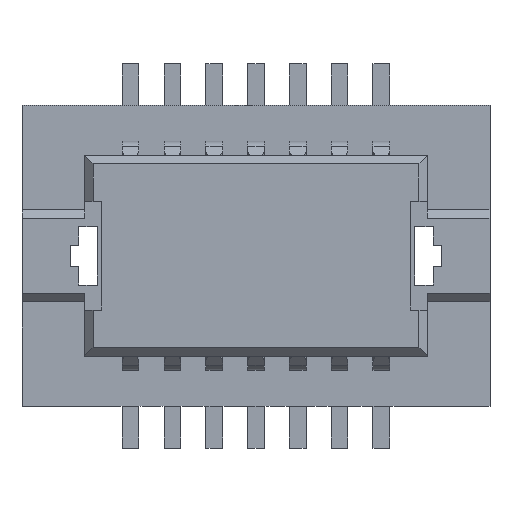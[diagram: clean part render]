
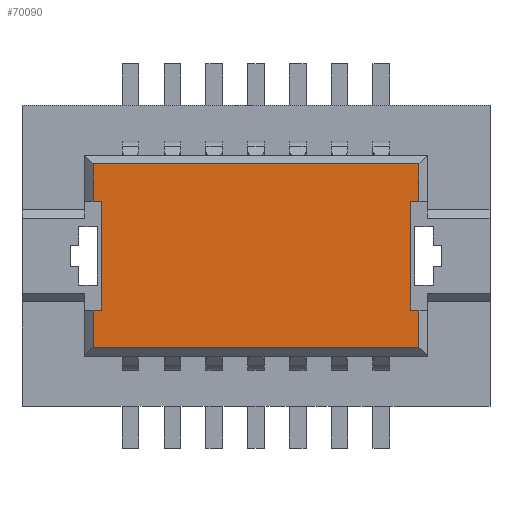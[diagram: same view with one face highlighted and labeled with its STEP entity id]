
A CAD part, top view. The second image highlights one B-rep face of the part: STEP entity #70090.
In plain terms, the highlighted planar face has unit normal (0, 0, 1).
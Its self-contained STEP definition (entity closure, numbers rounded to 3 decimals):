
#54080=CARTESIAN_POINT('',(-3.75,0.85,2.2));
#54090=DIRECTION('',(-1.,0.,0.));
#54100=VECTOR('',#54090,1.);
#54110=LINE('',#54080,#54100);
#54120=CARTESIAN_POINT('',(-3.75,0.85,2.2));
#54130=VERTEX_POINT('',#54120);
#54140=CARTESIAN_POINT('',(-3.85,0.85,2.2));
#54150=VERTEX_POINT('',#54140);
#54160=EDGE_CURVE('',#54130,#54150,#54110,.T.);
#54400=CARTESIAN_POINT('',(-3.75,2.15,2.2));
#54410=DIRECTION('',(0.,-1.,0.));
#54420=VECTOR('',#54410,1.);
#54430=LINE('',#54400,#54420);
#54440=CARTESIAN_POINT('',(-3.75,2.15,2.2));
#54450=VERTEX_POINT('',#54440);
#54460=EDGE_CURVE('',#54450,#54130,#54430,.T.);
#54680=CARTESIAN_POINT('',(-3.85,2.15,2.2));
#54690=VERTEX_POINT('',#54680);
#54740=CARTESIAN_POINT('',(-3.85,2.15,2.2));
#54750=DIRECTION('',(1.,0.,0.));
#54760=VECTOR('',#54750,1.);
#54770=LINE('',#54740,#54760);
#54780=EDGE_CURVE('',#54690,#54450,#54770,.T.);
#63720=CARTESIAN_POINT('',(-0.05,2.15,2.2));
#63730=DIRECTION('',(1.,0.,0.));
#63740=VECTOR('',#63730,1.);
#63750=LINE('',#63720,#63740);
#63760=CARTESIAN_POINT('',(-0.05,2.15,2.2));
#63770=VERTEX_POINT('',#63760);
#63780=CARTESIAN_POINT('',(0.05,2.15,2.2));
#63790=VERTEX_POINT('',#63780);
#63800=EDGE_CURVE('',#63770,#63790,#63750,.T.);
#64040=CARTESIAN_POINT('',(-0.05,0.85,2.2));
#64050=DIRECTION('',(0.,1.,0.));
#64060=VECTOR('',#64050,1.);
#64070=LINE('',#64040,#64060);
#64080=CARTESIAN_POINT('',(-0.05,0.85,2.2));
#64090=VERTEX_POINT('',#64080);
#64100=EDGE_CURVE('',#64090,#63770,#64070,.T.);
#64320=CARTESIAN_POINT('',(0.05,0.85,2.2));
#64330=VERTEX_POINT('',#64320);
#64380=CARTESIAN_POINT('',(0.05,0.85,2.2));
#64390=DIRECTION('',(-1.,0.,0.));
#64400=VECTOR('',#64390,1.);
#64410=LINE('',#64380,#64400);
#64420=EDGE_CURVE('',#64330,#64090,#64410,.T.);
#69390=CARTESIAN_POINT('',(0.05,0.4,2.2));
#69400=VERTEX_POINT('',#69390);
#69480=CARTESIAN_POINT('',(-3.85,0.4,2.2));
#69490=VERTEX_POINT('',#69480);
#69520=CARTESIAN_POINT('',(-3.85,0.4,2.2));
#69530=DIRECTION('',(1.,0.,0.));
#69540=VECTOR('',#69530,1.);
#69550=LINE('',#69520,#69540);
#69560=EDGE_CURVE('',#69490,#69400,#69550,.T.);
#69610=CARTESIAN_POINT('',(-2.5,-0.,2.2));
#69620=DIRECTION('',(-0.,-0.,1.));
#69630=DIRECTION('',(1.,0.,-0.));
#69640=AXIS2_PLACEMENT_3D('',#69610,#69620,#69630);
#69650=PLANE('',#69640);
#69660=CARTESIAN_POINT('',(-3.85,0.85,2.2));
#69670=DIRECTION('',(0.,-1.,0.));
#69680=VECTOR('',#69670,1.);
#69690=LINE('',#69660,#69680);
#69700=EDGE_CURVE('',#54150,#69490,#69690,.T.);
#69710=ORIENTED_EDGE('',*,*,#69700,.T.);
#69720=ORIENTED_EDGE('',*,*,#54160,.T.);
#69730=ORIENTED_EDGE('',*,*,#54460,.T.);
#69740=ORIENTED_EDGE('',*,*,#54780,.T.);
#69750=CARTESIAN_POINT('',(-3.85,2.6,2.2));
#69760=DIRECTION('',(0.,-1.,0.));
#69770=VECTOR('',#69760,1.);
#69780=LINE('',#69750,#69770);
#69790=CARTESIAN_POINT('',(-3.85,2.6,2.2));
#69800=VERTEX_POINT('',#69790);
#69810=EDGE_CURVE('',#69800,#54690,#69780,.T.);
#69820=ORIENTED_EDGE('',*,*,#69810,.T.);
#69830=CARTESIAN_POINT('',(0.05,2.6,2.2));
#69840=DIRECTION('',(-1.,0.,0.));
#69850=VECTOR('',#69840,1.);
#69860=LINE('',#69830,#69850);
#69870=CARTESIAN_POINT('',(0.05,2.6,2.2));
#69880=VERTEX_POINT('',#69870);
#69890=EDGE_CURVE('',#69880,#69800,#69860,.T.);
#69900=ORIENTED_EDGE('',*,*,#69890,.T.);
#69910=CARTESIAN_POINT('',(0.05,2.15,2.2));
#69920=DIRECTION('',(0.,1.,0.));
#69930=VECTOR('',#69920,1.);
#69940=LINE('',#69910,#69930);
#69950=EDGE_CURVE('',#63790,#69880,#69940,.T.);
#69960=ORIENTED_EDGE('',*,*,#69950,.T.);
#69970=ORIENTED_EDGE('',*,*,#63800,.T.);
#69980=ORIENTED_EDGE('',*,*,#64100,.T.);
#69990=ORIENTED_EDGE('',*,*,#64420,.T.);
#70000=CARTESIAN_POINT('',(0.05,0.4,2.2));
#70010=DIRECTION('',(0.,1.,0.));
#70020=VECTOR('',#70010,1.);
#70030=LINE('',#70000,#70020);
#70040=EDGE_CURVE('',#69400,#64330,#70030,.T.);
#70050=ORIENTED_EDGE('',*,*,#70040,.T.);
#70060=ORIENTED_EDGE('',*,*,#69560,.T.);
#70070=EDGE_LOOP('',(#70060,#70050,#69990,#69980,#69970,#69960,#69900,
#69820,#69740,#69730,#69720,#69710));
#70080=FACE_OUTER_BOUND('',#70070,.T.);
#70090=ADVANCED_FACE('',(#70080),#69650,.T.);
